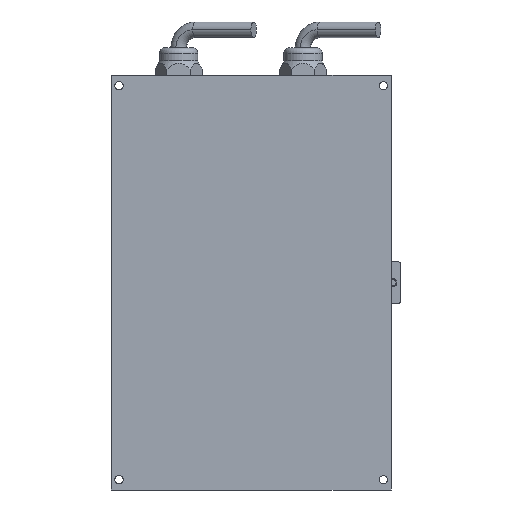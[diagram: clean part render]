
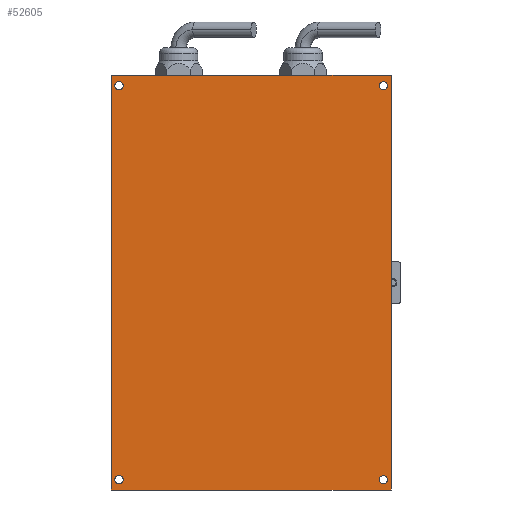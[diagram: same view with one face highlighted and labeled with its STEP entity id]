
A CAD part, front view. The second image highlights one B-rep face of the part: STEP entity #52605.
In plain terms, the highlighted planar face has unit normal (0, -1, 0).
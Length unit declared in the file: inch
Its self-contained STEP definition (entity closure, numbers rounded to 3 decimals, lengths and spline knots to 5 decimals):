
#50 = CARTESIAN_POINT ( 'NONE',  ( 3.1875, 0., 4.75 ) ) ;
#2483 = VERTEX_POINT ( 'NONE', #26960 ) ;
#2586 = DIRECTION ( 'NONE',  ( 0., 1., 0. ) ) ;
#3840 = PLANE ( 'NONE',  #62770 ) ;
#4241 = FACE_OUTER_BOUND ( 'NONE', #48900, .T. ) ;
#4601 = VECTOR ( 'NONE', #9113, 39.37008 ) ;
#5376 = DIRECTION ( 'NONE',  ( 0., 1., 0. ) ) ;
#6975 = EDGE_CURVE ( 'NONE', #11897, #74938, #38859, .T. ) ;
#8304 = AXIS2_PLACEMENT_3D ( 'NONE', #50, #35385, #60691 ) ;
#9113 = DIRECTION ( 'NONE',  ( 0., 0., 1. ) ) ;
#9207 = LINE ( 'NONE', #40493, #66342 ) ;
#9459 = FACE_BOUND ( 'NONE', #59436, .T. ) ;
#11062 = FACE_BOUND ( 'NONE', #26140, .T. ) ;
#11660 = ORIENTED_EDGE ( 'NONE', *, *, #20465, .T. ) ;
#11685 = ORIENTED_EDGE ( 'NONE', *, *, #70257, .T. ) ;
#11897 = VERTEX_POINT ( 'NONE', #42407 ) ;
#13777 = EDGE_CURVE ( 'NONE', #64028, #11897, #76586, .T. ) ;
#14454 = EDGE_CURVE ( 'NONE', #28263, #28263, #41813, .T. ) ;
#16090 = ORIENTED_EDGE ( 'NONE', *, *, #13777, .F. ) ;
#19085 = DIRECTION ( 'NONE',  ( 0., 1., 0. ) ) ;
#19141 = EDGE_LOOP ( 'NONE', ( #11685 ) ) ;
#19513 = AXIS2_PLACEMENT_3D ( 'NONE', #31109, #19085, #43540 ) ;
#20465 = EDGE_CURVE ( 'NONE', #23430, #23430, #35611, .T. ) ;
#20779 = CIRCLE ( 'NONE', #19513, 0.0995 ) ;
#21441 = ORIENTED_EDGE ( 'NONE', *, *, #74263, .F. ) ;
#23113 = VERTEX_POINT ( 'NONE', #40228 ) ;
#23430 = VERTEX_POINT ( 'NONE', #78473 ) ;
#24231 = DIRECTION ( 'NONE',  ( 0., 0., 1. ) ) ;
#26037 = DIRECTION ( 'NONE',  ( 1., 0., 0. ) ) ;
#26140 = EDGE_LOOP ( 'NONE', ( #79375 ) ) ;
#26328 = CARTESIAN_POINT ( 'NONE',  ( -3.375, 0., -5. ) ) ;
#26421 = EDGE_CURVE ( 'NONE', #74938, #23113, #9207, .T. ) ;
#26585 = VECTOR ( 'NONE', #36635, 39.37008 ) ;
#26676 = CARTESIAN_POINT ( 'NONE',  ( -3.1875, 0., -4.75 ) ) ;
#26960 = CARTESIAN_POINT ( 'NONE',  ( -3.1875, 0., 4.8495 ) ) ;
#28263 = VERTEX_POINT ( 'NONE', #65218 ) ;
#29265 = CARTESIAN_POINT ( 'NONE',  ( 3.375, 0., 5. ) ) ;
#29485 = EDGE_LOOP ( 'NONE', ( #11660 ) ) ;
#29515 = DIRECTION ( 'NONE',  ( 0., 0., 1. ) ) ;
#31109 = CARTESIAN_POINT ( 'NONE',  ( -3.1875, 0., 4.75 ) ) ;
#35385 = DIRECTION ( 'NONE',  ( 0., 1., 0. ) ) ;
#35611 = CIRCLE ( 'NONE', #56127, 0.0995 ) ;
#36635 = DIRECTION ( 'NONE',  ( -1., 0., 0. ) ) ;
#38859 = LINE ( 'NONE', #44103, #53019 ) ;
#40228 = CARTESIAN_POINT ( 'NONE',  ( 3.375, 0., -5. ) ) ;
#40493 = CARTESIAN_POINT ( 'NONE',  ( 3.375, 0., -5. ) ) ;
#41813 = CIRCLE ( 'NONE', #55928, 0.0995 ) ;
#42407 = CARTESIAN_POINT ( 'NONE',  ( -3.375, 0., 5. ) ) ;
#43540 = DIRECTION ( 'NONE',  ( 0., 0., 1. ) ) ;
#44103 = CARTESIAN_POINT ( 'NONE',  ( -3.375, 0., 5. ) ) ;
#44228 = VERTEX_POINT ( 'NONE', #63116 ) ;
#46037 = CARTESIAN_POINT ( 'NONE',  ( -3.375, 0., -5. ) ) ;
#47981 = DIRECTION ( 'NONE',  ( 0., 1., 0. ) ) ;
#48900 = EDGE_LOOP ( 'NONE', ( #78977, #60183, #16090, #21441 ) ) ;
#52605 = ADVANCED_FACE ( 'NONE', ( #60052, #9459, #65675, #11062, #4241 ), #3840, .F. ) ;
#53019 = VECTOR ( 'NONE', #26037, 39.37008 ) ;
#55928 = AXIS2_PLACEMENT_3D ( 'NONE', #78874, #5376, #24231 ) ;
#56127 = AXIS2_PLACEMENT_3D ( 'NONE', #26676, #2586, #63219 ) ;
#59436 = EDGE_LOOP ( 'NONE', ( #67345 ) ) ;
#59652 = CARTESIAN_POINT ( 'NONE',  ( 0., 0., 0. ) ) ;
#60052 = FACE_BOUND ( 'NONE', #29485, .T. ) ;
#60183 = ORIENTED_EDGE ( 'NONE', *, *, #6975, .F. ) ;
#60370 = CARTESIAN_POINT ( 'NONE',  ( -3.375, 0., -5. ) ) ;
#60691 = DIRECTION ( 'NONE',  ( 0., 0., 1. ) ) ;
#60767 = LINE ( 'NONE', #60370, #26585 ) ;
#62770 = AXIS2_PLACEMENT_3D ( 'NONE', #59652, #47981, #29515 ) ;
#63116 = CARTESIAN_POINT ( 'NONE',  ( 3.1875, 0., 4.8495 ) ) ;
#63219 = DIRECTION ( 'NONE',  ( 0., 0., 1. ) ) ;
#64028 = VERTEX_POINT ( 'NONE', #26328 ) ;
#65031 = DIRECTION ( 'NONE',  ( 0., 0., -1. ) ) ;
#65218 = CARTESIAN_POINT ( 'NONE',  ( 3.1875, 0., -4.6505 ) ) ;
#65675 = FACE_BOUND ( 'NONE', #19141, .T. ) ;
#66342 = VECTOR ( 'NONE', #65031, 39.37008 ) ;
#67345 = ORIENTED_EDGE ( 'NONE', *, *, #14454, .T. ) ;
#70257 = EDGE_CURVE ( 'NONE', #44228, #44228, #71150, .T. ) ;
#71150 = CIRCLE ( 'NONE', #8304, 0.0995 ) ;
#74263 = EDGE_CURVE ( 'NONE', #23113, #64028, #60767, .T. ) ;
#74938 = VERTEX_POINT ( 'NONE', #29265 ) ;
#76586 = LINE ( 'NONE', #46037, #4601 ) ;
#77713 = EDGE_CURVE ( 'NONE', #2483, #2483, #20779, .T. ) ;
#78473 = CARTESIAN_POINT ( 'NONE',  ( -3.1875, 0., -4.6505 ) ) ;
#78874 = CARTESIAN_POINT ( 'NONE',  ( 3.1875, 0., -4.75 ) ) ;
#78977 = ORIENTED_EDGE ( 'NONE', *, *, #26421, .F. ) ;
#79375 = ORIENTED_EDGE ( 'NONE', *, *, #77713, .T. ) ;
